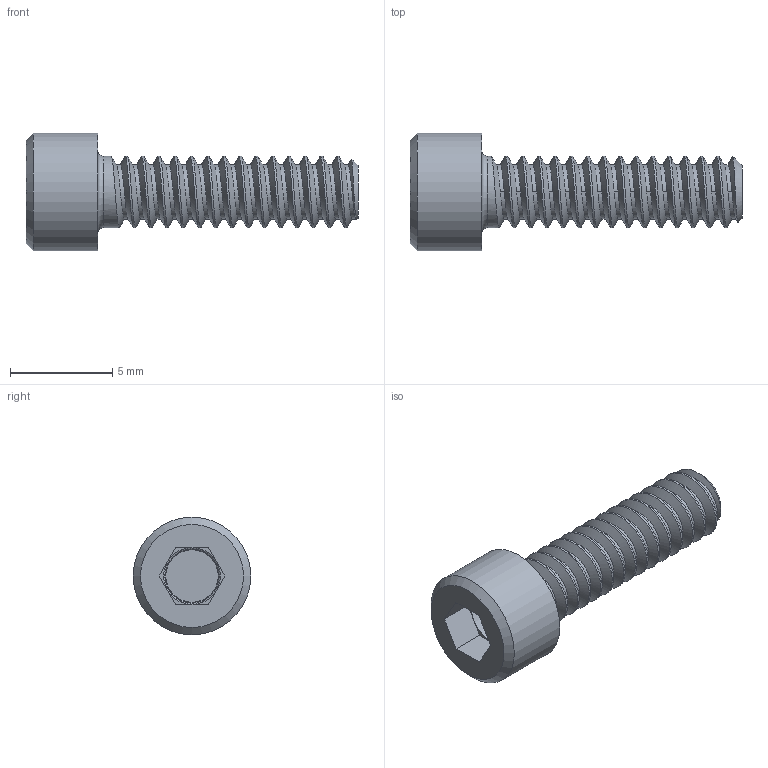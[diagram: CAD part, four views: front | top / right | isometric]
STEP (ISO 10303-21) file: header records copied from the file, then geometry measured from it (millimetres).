
FILE_DESCRIPTION(/* description */ (''),/* implementation_level */ '2;1');
FILE_NAME(/* name */ '39097_TXM-SHCS 6-32 x 0.5 v1.step',/* time_stamp */ '2020-10-25T13:44:08-04:00',/* author */ (''),/* organization */ (''),/* preprocessor_version */ 'ST-DEVELOPER v18.1',/* originating_system */ 'Autodesk Translation Framework v9.3.0.1241',/* authorisation */ '');
FILE_SCHEMA (('AUTOMOTIVE_DESIGN { 1 0 10303 214 3 1 1 }'));
Length unit declared in the file: inch
Products named in the file (1): 39097_TXM-SHCS 6-32 x 0.5
Bounding box: 16.21 x 5.74 x 5.74 mm (x, y, z)
Volume: 170.5 mm3; surface area: 316 mm2
Topology: 1 solids, 1 shells, 56 faces, 149 edges, 96 vertices
Faces by surface type: cylinder 33, plane 17, cone 3, bspline 2, torus 1
Full cylindrical faces by diameter (mm): 2.646 x14, 3.505 x15, 5.74 x1
Entity records: 4358 total; most frequent: CARTESIAN_POINT 3084, ORIENTED_EDGE 296, DIRECTION 209, EDGE_CURVE 148, VERTEX_POINT 96, AXIS2_PLACEMENT_3D 72, LINE 65, VECTOR 65
